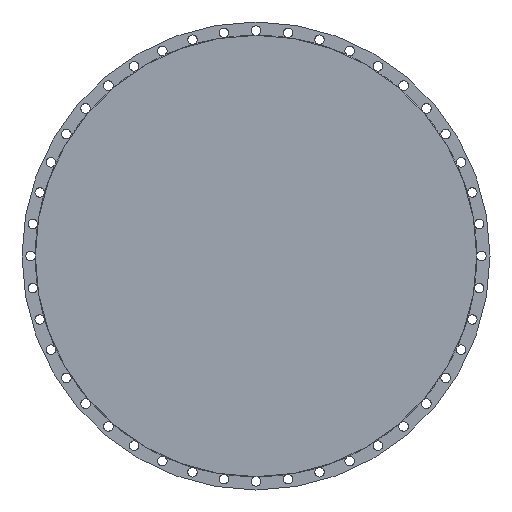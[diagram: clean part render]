
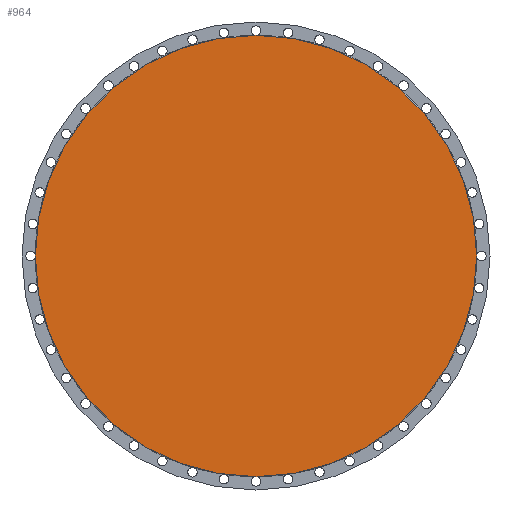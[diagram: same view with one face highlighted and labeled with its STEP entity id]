
A CAD part, left-side view. The second image highlights one B-rep face of the part: STEP entity #964.
In plain terms, the highlighted planar face has unit normal (-1, 0, 0).
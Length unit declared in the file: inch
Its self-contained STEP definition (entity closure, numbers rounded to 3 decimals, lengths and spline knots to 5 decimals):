
#39 = DIRECTION ( 'NONE',  ( 0., 0., 1. ) ) ;
#53 = CIRCLE ( 'NONE', #1331, 29. ) ;
#496 = EDGE_LOOP ( 'NONE', ( #1660, #600 ) ) ;
#600 = ORIENTED_EDGE ( 'NONE', *, *, #2541, .T. ) ;
#633 = CIRCLE ( 'NONE', #2932, 29. ) ;
#666 = CARTESIAN_POINT ( 'NONE',  ( 0., 0., -29. ) ) ;
#708 = DIRECTION ( 'NONE',  ( -1., 0., 0. ) ) ;
#800 = CARTESIAN_POINT ( 'NONE',  ( 0., 0., 0. ) ) ;
#917 = CARTESIAN_POINT ( 'NONE',  ( 0., 0., 29. ) ) ;
#964 = ADVANCED_FACE ( 'NONE', ( #3861 ), #2880, .T. ) ;
#1278 = DIRECTION ( 'NONE',  ( -1., 0., 0. ) ) ;
#1331 = AXIS2_PLACEMENT_3D ( 'NONE', #3892, #708, #3682 ) ;
#1660 = ORIENTED_EDGE ( 'NONE', *, *, #4061, .T. ) ;
#1784 = DIRECTION ( 'NONE',  ( -1., 0., 0. ) ) ;
#1907 = VERTEX_POINT ( 'NONE', #666 ) ;
#2102 = DIRECTION ( 'NONE',  ( 0., 0., 1. ) ) ;
#2333 = VERTEX_POINT ( 'NONE', #917 ) ;
#2540 = CARTESIAN_POINT ( 'NONE',  ( 0., 0., 0. ) ) ;
#2541 = EDGE_CURVE ( 'NONE', #1907, #2333, #633, .T. ) ;
#2880 = PLANE ( 'NONE',  #3713 ) ;
#2932 = AXIS2_PLACEMENT_3D ( 'NONE', #800, #1784, #2102 ) ;
#3682 = DIRECTION ( 'NONE',  ( 0., 0., 1. ) ) ;
#3713 = AXIS2_PLACEMENT_3D ( 'NONE', #2540, #1278, #39 ) ;
#3861 = FACE_OUTER_BOUND ( 'NONE', #496, .T. ) ;
#3892 = CARTESIAN_POINT ( 'NONE',  ( 0., 0., 0. ) ) ;
#4061 = EDGE_CURVE ( 'NONE', #2333, #1907, #53, .T. ) ;
